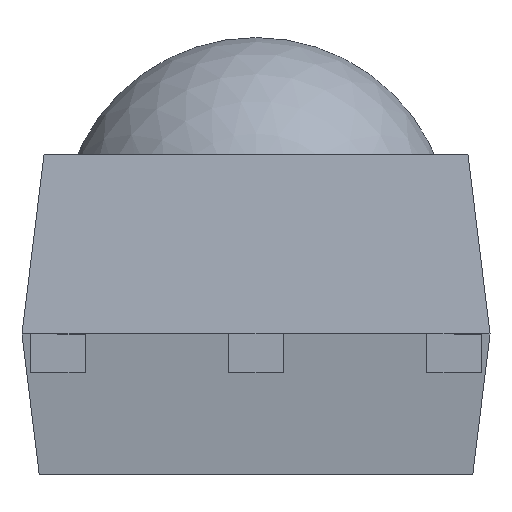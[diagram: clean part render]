
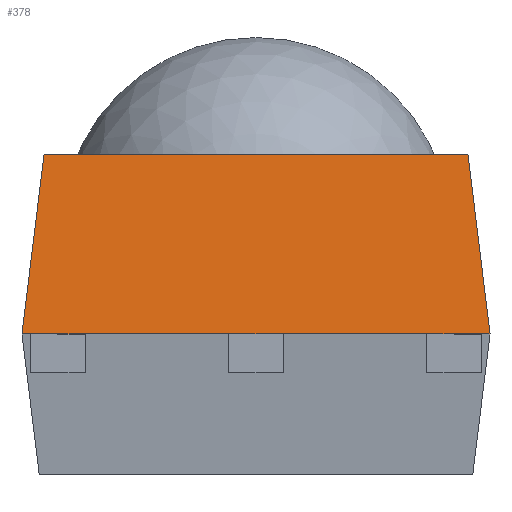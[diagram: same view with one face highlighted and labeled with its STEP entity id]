
A CAD part, front view. The second image highlights one B-rep face of the part: STEP entity #378.
In plain terms, the highlighted planar face has unit normal (0, -0.995, 0.105).
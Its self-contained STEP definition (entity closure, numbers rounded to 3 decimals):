
#15 = ORIENTED_EDGE ( 'NONE', *, *, #1063, .T. ) ;
#24 = ORIENTED_EDGE ( 'NONE', *, *, #1064, .F. ) ;
#29 = ORIENTED_EDGE ( 'NONE', *, *, #1061, .T. ) ;
#35 = EDGE_LOOP ( 'NONE', ( #452, #29, #15, #24, #421, #448, #447, #398, #440, #419 ) ) ;
#73 = DIRECTION ( 'NONE',  ( 0., 0.995, -0.105 ) ) ;
#79 = FACE_OUTER_BOUND ( 'NONE', #35, .T. ) ;
#92 = DIRECTION ( 'NONE',  ( 0., 0.105, 0.995 ) ) ;
#95 = PLANE ( 'NONE',  #732 ) ;
#106 = CARTESIAN_POINT ( 'NONE',  ( 3., 0., 0. ) ) ;
#137 = LINE ( 'NONE', #151, #720 ) ;
#140 = LINE ( 'NONE', #154, #745 ) ;
#151 = CARTESIAN_POINT ( 'NONE',  ( 2.19, 0., 0. ) ) ;
#153 = DIRECTION ( 'NONE',  ( 1., 0., 0. ) ) ;
#154 = CARTESIAN_POINT ( 'NONE',  ( 3., 0., 0. ) ) ;
#155 = DIRECTION ( 'NONE',  ( -1., 0., 0. ) ) ;
#217 = CARTESIAN_POINT ( 'NONE',  ( -2.89, 0., 0. ) ) ;
#225 = CARTESIAN_POINT ( 'NONE',  ( -3., 0., 0. ) ) ;
#229 = CARTESIAN_POINT ( 'NONE',  ( 2.718, 0.242, 2.3 ) ) ;
#231 = CARTESIAN_POINT ( 'NONE',  ( -2.19, 0., 0. ) ) ;
#232 = CARTESIAN_POINT ( 'NONE',  ( 3., 0., 0. ) ) ;
#233 = CARTESIAN_POINT ( 'NONE',  ( 0.35, 0., 0. ) ) ;
#238 = CARTESIAN_POINT ( 'NONE',  ( -2.718, 0.242, 2.3 ) ) ;
#244 = CARTESIAN_POINT ( 'NONE',  ( 2.89, 0., 0. ) ) ;
#249 = CARTESIAN_POINT ( 'NONE',  ( -0.35, 0., 0. ) ) ;
#253 = CARTESIAN_POINT ( 'NONE',  ( 2.19, 0., 0. ) ) ;
#265 = LINE ( 'NONE', #281, #772 ) ;
#281 = CARTESIAN_POINT ( 'NONE',  ( -0.35, 0., 0. ) ) ;
#282 = DIRECTION ( 'NONE',  ( 1., 0., 0. ) ) ;
#283 = LINE ( 'NONE', #284, #776 ) ;
#284 = CARTESIAN_POINT ( 'NONE',  ( 3., 0., 0. ) ) ;
#285 = DIRECTION ( 'NONE',  ( 0.121, -0.104, -0.987 ) ) ;
#289 = LINE ( 'NONE', #290, #778 ) ;
#290 = CARTESIAN_POINT ( 'NONE',  ( -2.89, 0., 0. ) ) ;
#291 = DIRECTION ( 'NONE',  ( 1., 0., 0. ) ) ;
#295 = LINE ( 'NONE', #296, #780 ) ;
#296 = CARTESIAN_POINT ( 'NONE',  ( 3., 0., 0. ) ) ;
#297 = DIRECTION ( 'NONE',  ( -1., 0., 0. ) ) ;
#298 = LINE ( 'NONE', #299, #781 ) ;
#299 = CARTESIAN_POINT ( 'NONE',  ( 3., 0.242, 2.3 ) ) ;
#300 = DIRECTION ( 'NONE',  ( -1., 0., 0. ) ) ;
#301 = LINE ( 'NONE', #302, #782 ) ;
#302 = CARTESIAN_POINT ( 'NONE',  ( 3., 0., 0. ) ) ;
#303 = DIRECTION ( 'NONE',  ( -1., 0., 0. ) ) ;
#304 = LINE ( 'NONE', #305, #783 ) ;
#305 = CARTESIAN_POINT ( 'NONE',  ( -2.912, 0.076, 0.718 ) ) ;
#306 = DIRECTION ( 'NONE',  ( -0.121, -0.104, -0.987 ) ) ;
#307 = LINE ( 'NONE', #309, #784 ) ;
#309 = CARTESIAN_POINT ( 'NONE',  ( 3., 0., 0. ) ) ;
#310 = DIRECTION ( 'NONE',  ( -1., 0., 0. ) ) ;
#378 = ADVANCED_FACE ( 'NONE', ( #79 ), #95, .F. ) ;
#398 = ORIENTED_EDGE ( 'NONE', *, *, #1060, .F. ) ;
#419 = ORIENTED_EDGE ( 'NONE', *, *, #461, .F. ) ;
#421 = ORIENTED_EDGE ( 'NONE', *, *, #1058, .T. ) ;
#440 = ORIENTED_EDGE ( 'NONE', *, *, #460, .T. ) ;
#447 = ORIENTED_EDGE ( 'NONE', *, *, #1055, .T. ) ;
#448 = ORIENTED_EDGE ( 'NONE', *, *, #1062, .F. ) ;
#452 = ORIENTED_EDGE ( 'NONE', *, *, #1056, .F. ) ;
#460 = EDGE_CURVE ( 'NONE', #1035, #986, #137, .T. ) ;
#461 = EDGE_CURVE ( 'NONE', #925, #986, #140, .T. ) ;
#720 = VECTOR ( 'NONE', #153, 1000. ) ;
#732 = AXIS2_PLACEMENT_3D ( 'NONE', #106, #73, #92 ) ;
#745 = VECTOR ( 'NONE', #155, 1000. ) ;
#772 = VECTOR ( 'NONE', #282, 1000. ) ;
#776 = VECTOR ( 'NONE', #285, 1000. ) ;
#778 = VECTOR ( 'NONE', #291, 1000. ) ;
#780 = VECTOR ( 'NONE', #297, 1000. ) ;
#781 = VECTOR ( 'NONE', #300, 1000. ) ;
#782 = VECTOR ( 'NONE', #303, 1000. ) ;
#783 = VECTOR ( 'NONE', #306, 1000. ) ;
#784 = VECTOR ( 'NONE', #310, 1000. ) ;
#895 = VERTEX_POINT ( 'NONE', #217 ) ;
#912 = VERTEX_POINT ( 'NONE', #225 ) ;
#918 = VERTEX_POINT ( 'NONE', #229 ) ;
#919 = VERTEX_POINT ( 'NONE', #231 ) ;
#925 = VERTEX_POINT ( 'NONE', #232 ) ;
#935 = VERTEX_POINT ( 'NONE', #233 ) ;
#955 = VERTEX_POINT ( 'NONE', #238 ) ;
#986 = VERTEX_POINT ( 'NONE', #244 ) ;
#1020 = VERTEX_POINT ( 'NONE', #249 ) ;
#1035 = VERTEX_POINT ( 'NONE', #253 ) ;
#1055 = EDGE_CURVE ( 'NONE', #1020, #935, #265, .T. ) ;
#1056 = EDGE_CURVE ( 'NONE', #918, #925, #283, .T. ) ;
#1058 = EDGE_CURVE ( 'NONE', #895, #919, #289, .T. ) ;
#1060 = EDGE_CURVE ( 'NONE', #1035, #935, #295, .T. ) ;
#1061 = EDGE_CURVE ( 'NONE', #918, #955, #298, .T. ) ;
#1062 = EDGE_CURVE ( 'NONE', #1020, #919, #301, .T. ) ;
#1063 = EDGE_CURVE ( 'NONE', #955, #912, #304, .T. ) ;
#1064 = EDGE_CURVE ( 'NONE', #895, #912, #307, .T. ) ;
